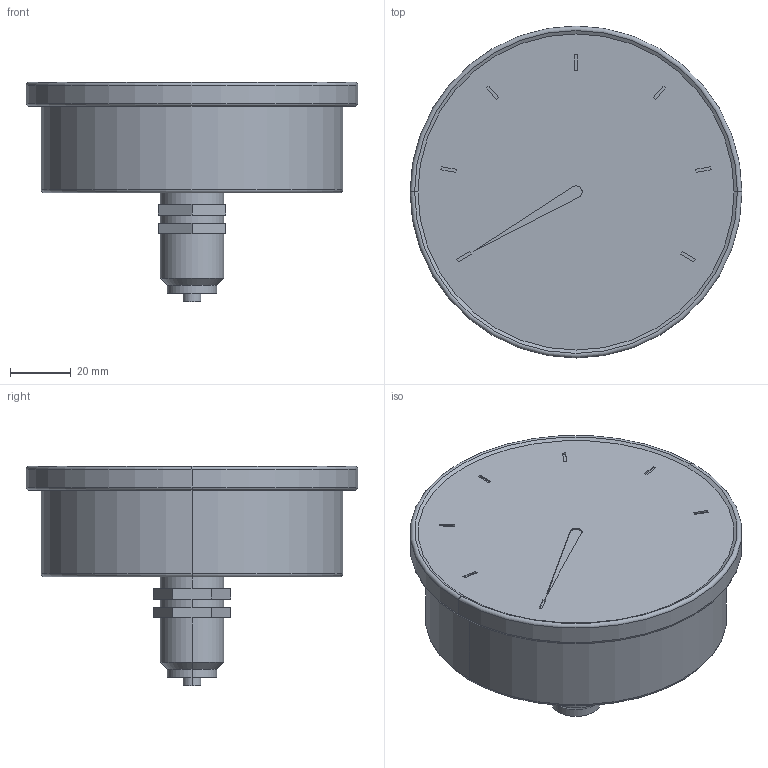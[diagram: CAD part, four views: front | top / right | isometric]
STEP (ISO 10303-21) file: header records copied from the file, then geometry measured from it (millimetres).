
FILE_DESCRIPTION (( 'STEP AP214' ), '1' );
FILE_NAME ('322 GLYC.STEP', '2013-02-19T08:20:24', ( 'Uzivatel' ), ( '' ), 'SwSTEP 2.0', 'SolidWorks 2012', '' );
FILE_SCHEMA (( 'AUTOMOTIVE_DESIGN' ));
Length unit declared in the file: millimetre
Products named in the file (1): 322 GLYC
Bounding box: 109 x 109 x 71.97 mm (x, y, z)
Volume: 296246.8 mm3; surface area: 32371.1 mm2
Topology: 1 solids, 1 shells, 85 faces, 192 edges, 124 vertices
Faces by surface type: plane 59, cylinder 16, torus 6, cone 4
Entity records: 2731 total; most frequent: DIRECTION 410, CARTESIAN_POINT 402, ORIENTED_EDGE 384, EDGE_CURVE 192, LINE 146, VECTOR 146, AXIS2_PLACEMENT_3D 132, VERTEX_POINT 124
